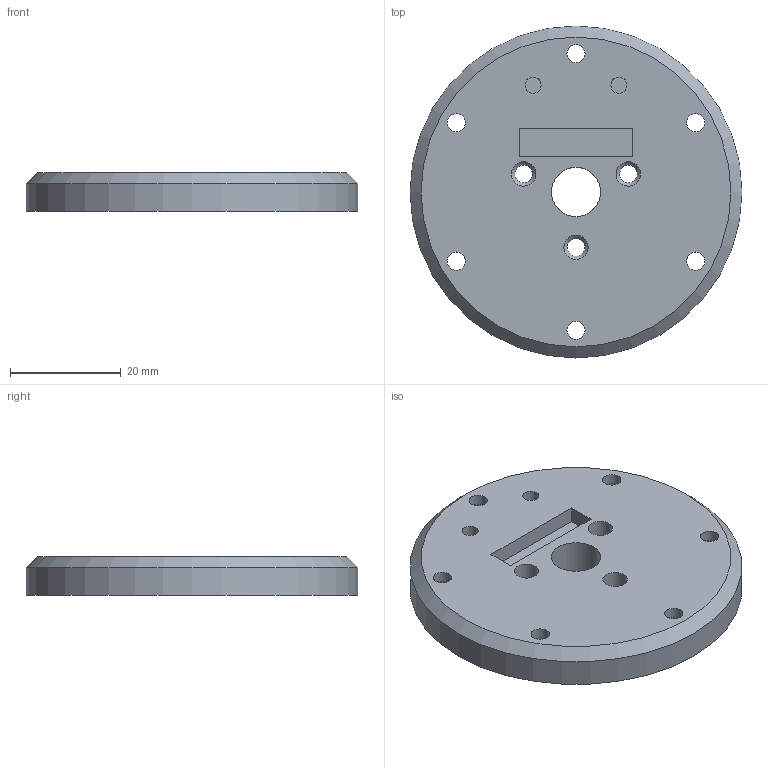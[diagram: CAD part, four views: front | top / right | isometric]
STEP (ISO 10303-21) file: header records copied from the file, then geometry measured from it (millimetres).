
FILE_DESCRIPTION(/* description */ ('STEP AP242','CAx-IF Rec.Pracs.---Representation and Presentation of Product Manufacturing Information (PMI)---4.0---2014-10-13','CAx-IF Rec.Pracs.---3D Tessellated Geometry---0.4---2014-09-14','2;1'),/* implementation_level */ '2;1');
FILE_NAME(/* name */ '650e23112a3662339365fa94',/* time_stamp */ '2023-09-22T23:28:18Z',/* author */ (''),/* organization */ (''),/* preprocessor_version */ 'ST-DEVELOPER v19.4',/* originating_system */ ' ',/* authorisation */ ' ');
FILE_SCHEMA (('AP242_MANAGED_MODEL_BASED_3D_ENGINEERING_MIM_LF { 1 0 10303 442 1 1 4 }'));
Length unit declared in the file: metre
Products named in the file (1): Delta Adapter
Bounding box: 60 x 60 x 7 mm (x, y, z)
Volume: 17763.1 mm3; surface area: 7715.5 mm2
Topology: 1 solids, 1 shells, 41 faces, 89 edges, 59 vertices
Faces by surface type: cylinder 22, plane 15, cone 4
Full cylindrical faces by diameter (mm): 2.9 x2, 3.2 x3, 3.3 x6, 4.4 x9, 8.9 x1, 60 x1
Entity records: 1018 total; most frequent: DIRECTION 186, CARTESIAN_POINT 152, ORIENTED_EDGE 114, EDGE_LOOP 96, FACE_BOUND 96, AXIS2_PLACEMENT_3D 87, EDGE_CURVE 57, VERTEX_POINT 53
